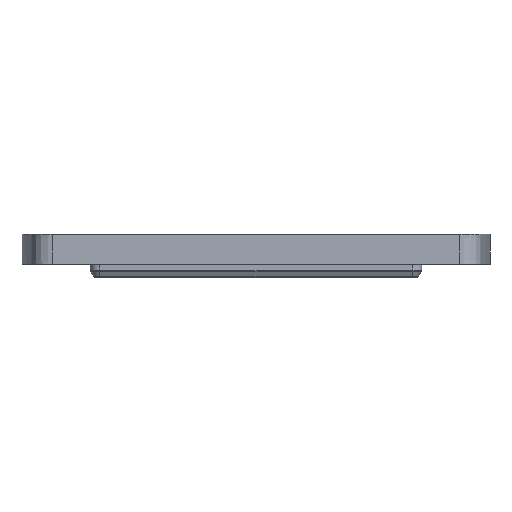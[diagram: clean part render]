
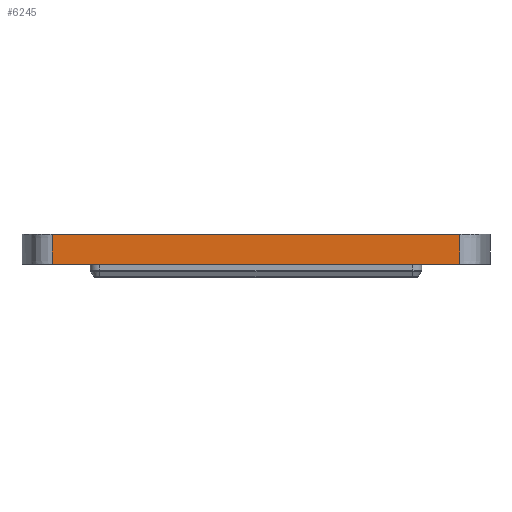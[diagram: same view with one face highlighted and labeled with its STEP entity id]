
A CAD part, left-side view. The second image highlights one B-rep face of the part: STEP entity #6245.
In plain terms, the highlighted planar face has unit normal (-1, 0, 0).
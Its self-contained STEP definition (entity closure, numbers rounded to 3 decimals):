
#6232=AXIS2_PLACEMENT_3D('Plane Axis2P3D',#6229,#6230,#6231) ;
#552=CARTESIAN_POINT('Vertex',(0.,116.938,11.5)) ;
#555=CARTESIAN_POINT('Line Origine',(0.,62.498,11.5)) ;
#559=CARTESIAN_POINT('Vertex',(0.,8.059,11.5)) ;
#3431=CARTESIAN_POINT('Vertex',(0.,8.059,3.5)) ;
#3434=CARTESIAN_POINT('Line Origine',(0.,62.498,3.5)) ;
#3438=CARTESIAN_POINT('Vertex',(0.,116.938,3.5)) ;
#6217=CARTESIAN_POINT('Line Origine',(0.,116.938,3.5)) ;
#6229=CARTESIAN_POINT('Axis2P3D Location',(0.,8.059,3.5)) ;
#6234=CARTESIAN_POINT('Line Origine',(0.,8.059,7.5)) ;
#556=DIRECTION('Vector Direction',(0.,-1.,0.)) ;
#3435=DIRECTION('Vector Direction',(0.,1.,0.)) ;
#6218=DIRECTION('Vector Direction',(0.,0.,-1.)) ;
#6230=DIRECTION('Axis2P3D Direction',(-1.,0.,0.)) ;
#6231=DIRECTION('Axis2P3D XDirection',(0.,1.,0.)) ;
#6235=DIRECTION('Vector Direction',(0.,0.,1.)) ;
#557=VECTOR('Line Direction',#556,1.) ;
#3436=VECTOR('Line Direction',#3435,1.) ;
#6219=VECTOR('Line Direction',#6218,1.) ;
#6236=VECTOR('Line Direction',#6235,1.) ;
#6240=ORIENTED_EDGE('',*,*,#6238,.T.) ;
#6241=ORIENTED_EDGE('',*,*,#561,.F.) ;
#6242=ORIENTED_EDGE('',*,*,#6221,.T.) ;
#6243=ORIENTED_EDGE('',*,*,#3440,.F.) ;
#6245=ADVANCED_FACE('2584220000_CABTITE FRL 16-8 BK.2\\67128_CABTITE_FRL_16/8_BK.2',(#6244),#6233,.T.) ;
#561=EDGE_CURVE('',#553,#560,#558,.T.) ;
#3440=EDGE_CURVE('',#3432,#3439,#3437,.T.) ;
#6221=EDGE_CURVE('',#553,#3439,#6220,.T.) ;
#6238=EDGE_CURVE('',#3432,#560,#6237,.T.) ;
#6239=EDGE_LOOP('',(#6240,#6241,#6242,#6243)) ;
#6244=FACE_OUTER_BOUND('',#6239,.T.) ;
#558=LINE('Line',#555,#557) ;
#3437=LINE('Line',#3434,#3436) ;
#6220=LINE('Line',#6217,#6219) ;
#6237=LINE('Line',#6234,#6236) ;
#6233=PLANE('',#6232) ;
#553=VERTEX_POINT('',#552) ;
#560=VERTEX_POINT('',#559) ;
#3432=VERTEX_POINT('',#3431) ;
#3439=VERTEX_POINT('',#3438) ;
